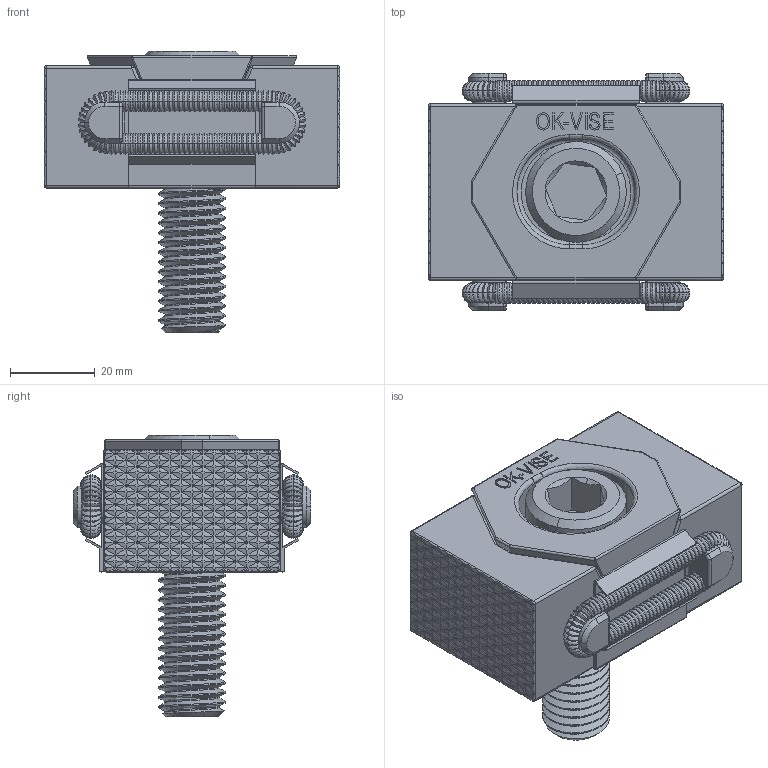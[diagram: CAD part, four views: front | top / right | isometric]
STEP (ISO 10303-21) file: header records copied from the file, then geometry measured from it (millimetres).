
FILE_DESCRIPTION (( 'STEP AP203' ), '1' );
FILE_NAME ('47170.STEP', '2016-02-25T21:12:53', ( 'tkrafton' ), ( 'Microsoft' ), 'SwSTEP 2.0', 'SolidWorks 2015', '' );
FILE_SCHEMA (( 'CONFIG_CONTROL_DESIGN' ));
Length unit declared in the file: inch
Products named in the file (6): 47170; Q101274_Q101274; Q101273_Q101272; 47162_47162; 47161_47161; 58112 SHCS_58112 SHCS
Assembly tree (8 placements, depth 2):
  47170
    Q101274_Q101274
    Q101273_Q101272  x2
    47162_47162  x2
    47161_47161  x2
    58112 SHCS_58112 SHCS
Bounding box: 70 x 56.2 x 66.67 mm (x, y, z)
Volume: 90041.3 mm3; surface area: 36771.1 mm2
Topology: 6 solids, 10 shells, 3204 faces, 7170 edges, 3949 vertices
Faces by surface type: plane 2009, bspline 936, cylinder 240, cone 19
Entity records: 62913 total; most frequent: CARTESIAN_POINT 26854, ORIENTED_EDGE 8218, DIRECTION 6128, EDGE_CURVE 4137, VECTOR 2576, LINE 2576, VERTEX_POINT 2347, EDGE_LOOP 1824
